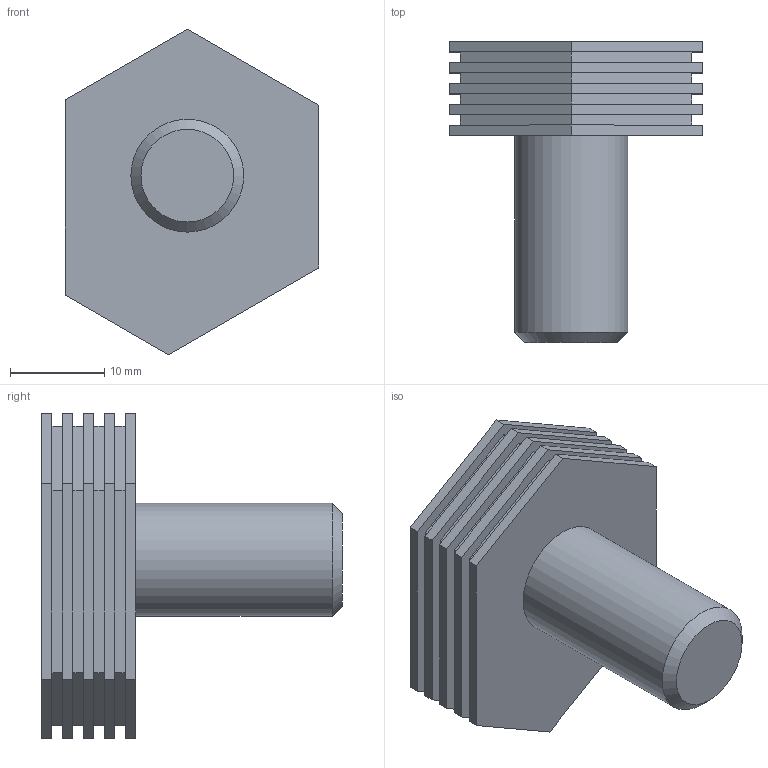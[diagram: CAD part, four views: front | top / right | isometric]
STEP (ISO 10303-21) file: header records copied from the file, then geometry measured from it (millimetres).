
FILE_DESCRIPTION( ( 'STEP AP214' ), '1' );
FILE_NAME( 'K0023.13.stp', '2020-11-24T15:03:46', ( '' ), ( '' ), ' ', 'PARTsolutions', ' ' );
FILE_SCHEMA( ( 'AUTOMOTIVE_DESIGN { 1 0 10303 214 1 1 1 1 }' ) );
Length unit declared in the file: millimetre
Products named in the file (1): _K0023.13
Bounding box: 27 x 32 x 34.64 mm (x, y, z)
Volume: 8594.5 mm3; surface area: 4781.8 mm2
Topology: 1 solids, 1 shells, 79 faces, 196 edges, 131 vertices
Faces by surface type: plane 74, cylinder 3, torus 1, cone 1
Full cylindrical faces by diameter (mm): 12 x1, 16.2 x1, 18 x1
Entity records: 2902 total; most frequent: CARTESIAN_POINT 396, ORIENTED_EDGE 376, DIRECTION 356, EDGE_CURVE 188, LINE 180, VECTOR 180, VERTEX_POINT 128, EDGE_LOOP 96
